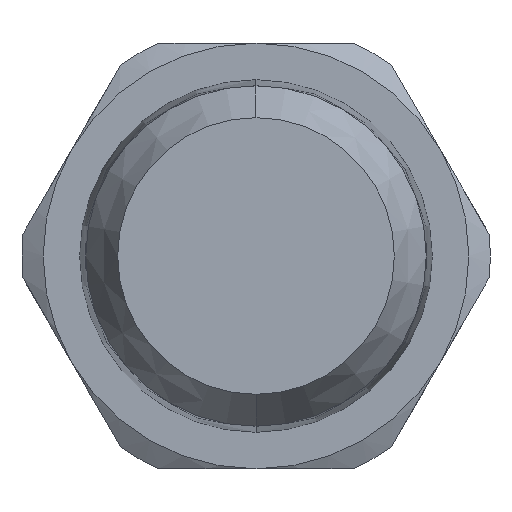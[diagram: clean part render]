
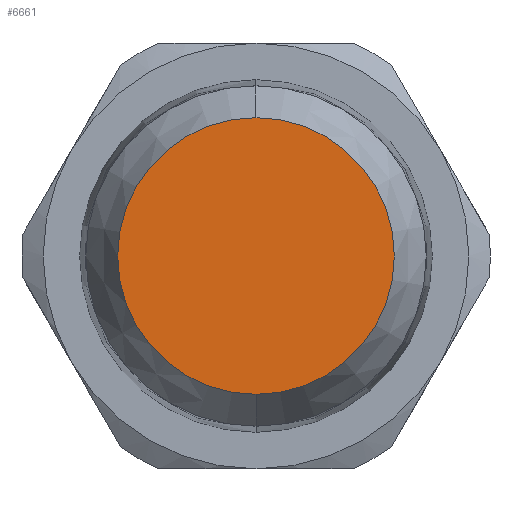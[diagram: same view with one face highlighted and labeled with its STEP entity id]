
A CAD part, front view. The second image highlights one B-rep face of the part: STEP entity #6661.
In plain terms, the highlighted planar face has unit normal (0, -1, 0).
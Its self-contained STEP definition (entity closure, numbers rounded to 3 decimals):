
#433 = CIRCLE ( 'NONE', #7750, 3.25 ) ;
#434 = CIRCLE ( 'NONE', #7751, 3.25 ) ;
#729 = AXIS2_PLACEMENT_3D ( 'NONE', #6273, #6274, #6275 ) ;
#781 = EDGE_LOOP ( 'NONE', ( #5328, #5329 ) ) ;
#3468 = FACE_OUTER_BOUND ( 'NONE', #781, .T. ) ;
#5328 = ORIENTED_EDGE ( 'NONE', *, *, #7974, .F. ) ;
#5329 = ORIENTED_EDGE ( 'NONE', *, *, #7971, .F. ) ;
#5677 = CARTESIAN_POINT ( 'NONE',  ( 0., -9.5, 3.25 ) ) ;
#5681 = CARTESIAN_POINT ( 'NONE',  ( 0., -9.5, -3.25 ) ) ;
#6254 = PLANE ( 'NONE',  #729 ) ;
#6273 = CARTESIAN_POINT ( 'NONE',  ( 3.25, -9.5, 0. ) ) ;
#6274 = DIRECTION ( 'NONE',  ( 0., -1., 0. ) ) ;
#6275 = DIRECTION ( 'NONE',  ( 0., 0., -1. ) ) ;
#6661 = ADVANCED_FACE ( 'NONE', ( #3468 ), #6254, .T. ) ;
#7398 = VERTEX_POINT ( 'NONE', #5677 ) ;
#7402 = VERTEX_POINT ( 'NONE', #5681 ) ;
#7750 = AXIS2_PLACEMENT_3D ( 'NONE', #8424, #8425, #8426 ) ;
#7751 = AXIS2_PLACEMENT_3D ( 'NONE', #8430, #8431, #8432 ) ;
#7971 = EDGE_CURVE ( 'NONE', #7402, #7398, #433, .T. ) ;
#7974 = EDGE_CURVE ( 'NONE', #7398, #7402, #434, .T. ) ;
#8424 = CARTESIAN_POINT ( 'NONE',  ( 0., -9.5, 0. ) ) ;
#8425 = DIRECTION ( 'NONE',  ( 0., 1., 0. ) ) ;
#8426 = DIRECTION ( 'NONE',  ( 0., 0., 1. ) ) ;
#8430 = CARTESIAN_POINT ( 'NONE',  ( 0., -9.5, 0. ) ) ;
#8431 = DIRECTION ( 'NONE',  ( 0., 1., 0. ) ) ;
#8432 = DIRECTION ( 'NONE',  ( 0., 0., 1. ) ) ;
